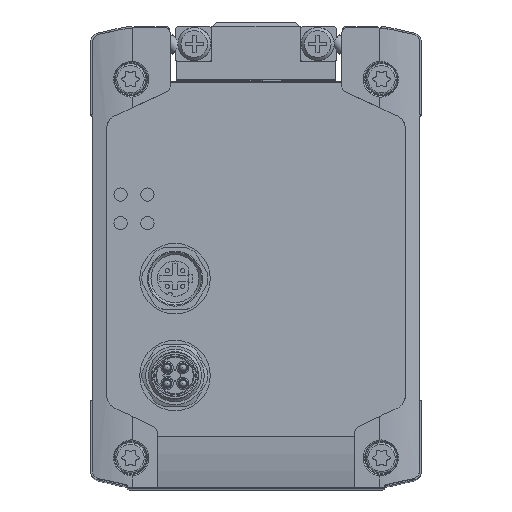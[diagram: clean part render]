
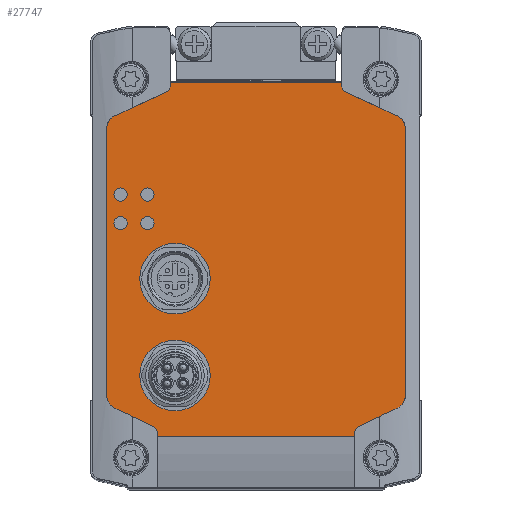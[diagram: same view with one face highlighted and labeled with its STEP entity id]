
A CAD part, top view. The second image highlights one B-rep face of the part: STEP entity #27747.
In plain terms, the highlighted planar face has unit normal (0, 0, 1).
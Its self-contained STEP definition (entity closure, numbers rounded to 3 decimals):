
#472=CIRCLE('',#29271,1.5);
#473=CIRCLE('',#29272,1.5);
#474=CIRCLE('',#29273,1.5);
#475=CIRCLE('',#29274,1.5);
#476=CIRCLE('',#29275,8.);
#477=CIRCLE('',#29276,8.);
#478=CIRCLE('',#29277,1.7);
#479=CIRCLE('',#29278,3.228);
#480=CIRCLE('',#29279,3.228);
#481=CIRCLE('',#29280,1.7);
#482=CIRCLE('',#29281,1.7);
#483=CIRCLE('',#29282,3.228);
#484=CIRCLE('',#29283,3.228);
#485=CIRCLE('',#29284,1.7);
#2864=ORIENTED_EDGE('',*,*,#8232,.T.);
#2865=ORIENTED_EDGE('',*,*,#8233,.T.);
#2866=ORIENTED_EDGE('',*,*,#8234,.T.);
#2867=ORIENTED_EDGE('',*,*,#8235,.T.);
#2868=ORIENTED_EDGE('',*,*,#8236,.T.);
#2869=ORIENTED_EDGE('',*,*,#8237,.T.);
#2870=ORIENTED_EDGE('',*,*,#8238,.F.);
#2871=ORIENTED_EDGE('',*,*,#8239,.T.);
#2872=ORIENTED_EDGE('',*,*,#8240,.F.);
#2873=ORIENTED_EDGE('',*,*,#7917,.T.);
#2874=ORIENTED_EDGE('',*,*,#8241,.T.);
#2875=ORIENTED_EDGE('',*,*,#8242,.T.);
#2876=ORIENTED_EDGE('',*,*,#8243,.T.);
#2877=ORIENTED_EDGE('',*,*,#7921,.T.);
#2878=ORIENTED_EDGE('',*,*,#8244,.F.);
#2879=ORIENTED_EDGE('',*,*,#8218,.T.);
#2880=ORIENTED_EDGE('',*,*,#7984,.T.);
#2881=ORIENTED_EDGE('',*,*,#8222,.T.);
#2882=ORIENTED_EDGE('',*,*,#8245,.F.);
#2883=ORIENTED_EDGE('',*,*,#7872,.T.);
#2884=ORIENTED_EDGE('',*,*,#8246,.T.);
#2885=ORIENTED_EDGE('',*,*,#8247,.T.);
#2886=ORIENTED_EDGE('',*,*,#8248,.T.);
#2887=ORIENTED_EDGE('',*,*,#7869,.T.);
#2888=ORIENTED_EDGE('',*,*,#8249,.F.);
#2889=ORIENTED_EDGE('',*,*,#8250,.T.);
#7869=EDGE_CURVE('',#10687,#10688,#12429,.T.);
#7872=EDGE_CURVE('',#10691,#10690,#12432,.T.);
#7917=EDGE_CURVE('',#10721,#10720,#12465,.T.);
#7921=EDGE_CURVE('',#10722,#10723,#12469,.T.);
#7984=EDGE_CURVE('',#10775,#10776,#12516,.T.);
#8218=EDGE_CURVE('',#10911,#10775,#12634,.T.);
#8222=EDGE_CURVE('',#10776,#10914,#12638,.T.);
#8232=EDGE_CURVE('',#10917,#10917,#472,.T.);
#8233=EDGE_CURVE('',#10918,#10918,#473,.T.);
#8234=EDGE_CURVE('',#10919,#10919,#474,.T.);
#8235=EDGE_CURVE('',#10920,#10920,#475,.T.);
#8236=EDGE_CURVE('',#10921,#10921,#476,.T.);
#8237=EDGE_CURVE('',#10922,#10922,#477,.T.);
#8238=EDGE_CURVE('',#10923,#10924,#12644,.T.);
#8239=EDGE_CURVE('',#10923,#10925,#12645,.T.);
#8240=EDGE_CURVE('',#10721,#10925,#478,.T.);
#8241=EDGE_CURVE('',#10720,#10926,#479,.T.);
#8242=EDGE_CURVE('',#10926,#10927,#12646,.T.);
#8243=EDGE_CURVE('',#10927,#10722,#480,.T.);
#8244=EDGE_CURVE('',#10911,#10723,#481,.T.);
#8245=EDGE_CURVE('',#10691,#10914,#482,.T.);
#8246=EDGE_CURVE('',#10690,#10928,#483,.T.);
#8247=EDGE_CURVE('',#10928,#10929,#12647,.T.);
#8248=EDGE_CURVE('',#10929,#10687,#484,.T.);
#8249=EDGE_CURVE('',#10930,#10688,#485,.T.);
#8250=EDGE_CURVE('',#10930,#10924,#12648,.T.);
#10687=VERTEX_POINT('',#38426);
#10688=VERTEX_POINT('',#38428);
#10690=VERTEX_POINT('',#38434);
#10691=VERTEX_POINT('',#38436);
#10720=VERTEX_POINT('',#38519);
#10721=VERTEX_POINT('',#38521);
#10722=VERTEX_POINT('',#38525);
#10723=VERTEX_POINT('',#38527);
#10775=VERTEX_POINT('',#38655);
#10776=VERTEX_POINT('',#38656);
#10911=VERTEX_POINT('',#39091);
#10914=VERTEX_POINT('',#39098);
#10917=VERTEX_POINT('',#39119);
#10918=VERTEX_POINT('',#39121);
#10919=VERTEX_POINT('',#39123);
#10920=VERTEX_POINT('',#39125);
#10921=VERTEX_POINT('',#39127);
#10922=VERTEX_POINT('',#39129);
#10923=VERTEX_POINT('',#39131);
#10924=VERTEX_POINT('',#39132);
#10925=VERTEX_POINT('',#39134);
#10926=VERTEX_POINT('',#39137);
#10927=VERTEX_POINT('',#39139);
#10928=VERTEX_POINT('',#39144);
#10929=VERTEX_POINT('',#39146);
#10930=VERTEX_POINT('',#39149);
#12429=LINE('',#38429,#14118);
#12432=LINE('',#38435,#14121);
#12465=LINE('',#38520,#14154);
#12469=LINE('',#38528,#14158);
#12516=LINE('',#38654,#14205);
#12634=LINE('',#39090,#14323);
#12638=LINE('',#39099,#14327);
#12644=LINE('',#39130,#14333);
#12645=LINE('',#39133,#14334);
#12646=LINE('',#39138,#14335);
#12647=LINE('',#39145,#14336);
#12648=LINE('',#39150,#14337);
#14118=VECTOR('',#31661,1000.);
#14121=VECTOR('',#31666,1000.);
#14154=VECTOR('',#31743,1000.);
#14158=VECTOR('',#31749,1000.);
#14205=VECTOR('',#31852,1000.);
#14323=VECTOR('',#32334,1000.);
#14327=VECTOR('',#32340,1000.);
#14333=VECTOR('',#32380,1000.);
#14334=VECTOR('',#32381,1000.);
#14335=VECTOR('',#32386,1000.);
#14336=VECTOR('',#32395,1000.);
#14337=VECTOR('',#32400,1000.);
#15830=EDGE_LOOP('',(#2864));
#15831=EDGE_LOOP('',(#2865));
#15832=EDGE_LOOP('',(#2866));
#15833=EDGE_LOOP('',(#2867));
#15834=EDGE_LOOP('',(#2868));
#15835=EDGE_LOOP('',(#2869));
#15836=EDGE_LOOP('',(#2870,#2871,#2872,#2873,#2874,#2875,#2876,#2877,#2878,
#2879,#2880,#2881,#2882,#2883,#2884,#2885,#2886,#2887,#2888,#2889));
#17331=FACE_BOUND('',#15830,.T.);
#17332=FACE_BOUND('',#15831,.T.);
#17333=FACE_BOUND('',#15832,.T.);
#17334=FACE_BOUND('',#15833,.T.);
#17335=FACE_BOUND('',#15834,.T.);
#17336=FACE_BOUND('',#15835,.T.);
#17337=FACE_BOUND('',#15836,.T.);
#18741=PLANE('',#29270);
#27747=ADVANCED_FACE('',(#17331,#17332,#17333,#17334,#17335,#17336,#17337),
#18741,.T.);
#29270=AXIS2_PLACEMENT_3D('',#39117,#32366,#32367);
#29271=AXIS2_PLACEMENT_3D('',#39118,#32368,#32369);
#29272=AXIS2_PLACEMENT_3D('',#39120,#32370,#32371);
#29273=AXIS2_PLACEMENT_3D('',#39122,#32372,#32373);
#29274=AXIS2_PLACEMENT_3D('',#39124,#32374,#32375);
#29275=AXIS2_PLACEMENT_3D('',#39126,#32376,#32377);
#29276=AXIS2_PLACEMENT_3D('',#39128,#32378,#32379);
#29277=AXIS2_PLACEMENT_3D('',#39135,#32382,#32383);
#29278=AXIS2_PLACEMENT_3D('',#39136,#32384,#32385);
#29279=AXIS2_PLACEMENT_3D('',#39140,#32387,#32388);
#29280=AXIS2_PLACEMENT_3D('',#39141,#32389,#32390);
#29281=AXIS2_PLACEMENT_3D('',#39142,#32391,#32392);
#29282=AXIS2_PLACEMENT_3D('',#39143,#32393,#32394);
#29283=AXIS2_PLACEMENT_3D('',#39147,#32396,#32397);
#29284=AXIS2_PLACEMENT_3D('',#39148,#32398,#32399);
#31661=DIRECTION('',(0.905,-0.425,0.));
#31666=DIRECTION('',(-0.91,-0.414,0.));
#31743=DIRECTION('',(0.905,0.425,0.));
#31749=DIRECTION('',(-0.91,0.414,0.));
#31852=DIRECTION('',(-1.,0.,0.));
#32334=DIRECTION('',(0.,1.,0.));
#32340=DIRECTION('',(0.,-1.,0.));
#32366=DIRECTION('',(0.,0.,1.));
#32367=DIRECTION('',(1.,0.,0.));
#32368=DIRECTION('',(0.,0.,-1.));
#32369=DIRECTION('',(-1.,0.,0.));
#32370=DIRECTION('',(0.,0.,-1.));
#32371=DIRECTION('',(-1.,0.,0.));
#32372=DIRECTION('',(0.,0.,-1.));
#32373=DIRECTION('',(-1.,0.,0.));
#32374=DIRECTION('',(0.,0.,-1.));
#32375=DIRECTION('',(-1.,0.,0.));
#32376=DIRECTION('',(0.,0.,-1.));
#32377=DIRECTION('',(-1.,0.,0.));
#32378=DIRECTION('',(0.,0.,-1.));
#32379=DIRECTION('',(-1.,0.,0.));
#32380=DIRECTION('',(-1.,0.,0.));
#32381=DIRECTION('',(0.,1.,0.));
#32382=DIRECTION('',(0.,0.,1.));
#32383=DIRECTION('',(1.,0.,0.));
#32384=DIRECTION('',(0.,0.,1.));
#32385=DIRECTION('',(1.,0.,0.));
#32386=DIRECTION('',(0.,1.,0.));
#32387=DIRECTION('',(0.,0.,1.));
#32388=DIRECTION('',(1.,0.,0.));
#32389=DIRECTION('',(0.,0.,1.));
#32390=DIRECTION('',(1.,0.,0.));
#32391=DIRECTION('',(0.,0.,1.));
#32392=DIRECTION('',(1.,0.,0.));
#32393=DIRECTION('',(0.,0.,1.));
#32394=DIRECTION('',(1.,0.,0.));
#32395=DIRECTION('',(0.,-1.,0.));
#32396=DIRECTION('',(0.,0.,1.));
#32397=DIRECTION('',(1.,0.,0.));
#32398=DIRECTION('',(0.,0.,1.));
#32399=DIRECTION('',(1.,0.,0.));
#32400=DIRECTION('',(0.,-1.,0.));
#38426=CARTESIAN_POINT('',(-32.072,18.289,89.8));
#38428=CARTESIAN_POINT('',(-23.431,14.233,89.8));
#38429=CARTESIAN_POINT('',(-32.072,18.289,89.8));
#38434=CARTESIAN_POINT('',(-32.038,84.727,89.8));
#38435=CARTESIAN_POINT('',(-20.49,89.985,89.8));
#38436=CARTESIAN_POINT('',(-20.49,89.985,89.8));
#38519=CARTESIAN_POINT('',(32.072,18.289,89.8));
#38520=CARTESIAN_POINT('',(23.431,14.233,89.8));
#38521=CARTESIAN_POINT('',(23.431,14.233,89.8));
#38525=CARTESIAN_POINT('',(32.038,84.727,89.8));
#38527=CARTESIAN_POINT('',(20.49,89.985,89.8));
#38528=CARTESIAN_POINT('',(32.038,84.727,89.8));
#38654=CARTESIAN_POINT('',(19.495,92.2,89.8));
#38655=CARTESIAN_POINT('',(19.495,92.2,89.8));
#38656=CARTESIAN_POINT('',(-19.495,92.2,89.8));
#39090=CARTESIAN_POINT('',(19.495,91.532,89.8));
#39091=CARTESIAN_POINT('',(19.495,91.532,89.8));
#39098=CARTESIAN_POINT('',(-19.495,91.532,89.8));
#39099=CARTESIAN_POINT('',(-19.495,105.,89.8));
#39117=CARTESIAN_POINT('',(-30.7,81.789,89.8));
#39118=CARTESIAN_POINT('',(-30.75,66.8,89.8));
#39119=CARTESIAN_POINT('',(-32.25,66.8,89.8));
#39120=CARTESIAN_POINT('',(-30.75,60.3,89.8));
#39121=CARTESIAN_POINT('',(-32.25,60.3,89.8));
#39122=CARTESIAN_POINT('',(-24.65,66.8,89.8));
#39123=CARTESIAN_POINT('',(-26.15,66.8,89.8));
#39124=CARTESIAN_POINT('',(-24.65,60.3,89.8));
#39125=CARTESIAN_POINT('',(-26.15,60.3,89.8));
#39126=CARTESIAN_POINT('',(-18.4,25.7,89.8));
#39127=CARTESIAN_POINT('',(-26.4,25.7,89.8));
#39128=CARTESIAN_POINT('',(-18.4,47.7,89.8));
#39129=CARTESIAN_POINT('',(-26.4,47.7,89.8));
#39130=CARTESIAN_POINT('',(22.453,11.837,89.8));
#39131=CARTESIAN_POINT('',(22.453,11.837,89.8));
#39132=CARTESIAN_POINT('',(-22.453,11.837,89.8));
#39133=CARTESIAN_POINT('',(22.453,0.,89.8));
#39134=CARTESIAN_POINT('',(22.453,12.694,89.8));
#39135=CARTESIAN_POINT('',(24.153,12.694,89.8));
#39136=CARTESIAN_POINT('',(30.7,21.211,89.8));
#39137=CARTESIAN_POINT('',(33.928,21.211,89.8));
#39138=CARTESIAN_POINT('',(33.928,21.211,89.8));
#39139=CARTESIAN_POINT('',(33.928,81.789,89.8));
#39140=CARTESIAN_POINT('',(30.7,81.789,89.8));
#39141=CARTESIAN_POINT('',(21.195,91.532,89.8));
#39142=CARTESIAN_POINT('',(-21.195,91.532,89.8));
#39143=CARTESIAN_POINT('',(-30.7,81.789,89.8));
#39144=CARTESIAN_POINT('',(-33.928,81.789,89.8));
#39145=CARTESIAN_POINT('',(-33.928,81.789,89.8));
#39146=CARTESIAN_POINT('',(-33.928,21.211,89.8));
#39147=CARTESIAN_POINT('',(-30.7,21.211,89.8));
#39148=CARTESIAN_POINT('',(-24.153,12.694,89.8));
#39149=CARTESIAN_POINT('',(-22.453,12.694,89.8));
#39150=CARTESIAN_POINT('',(-22.453,12.694,89.8));
